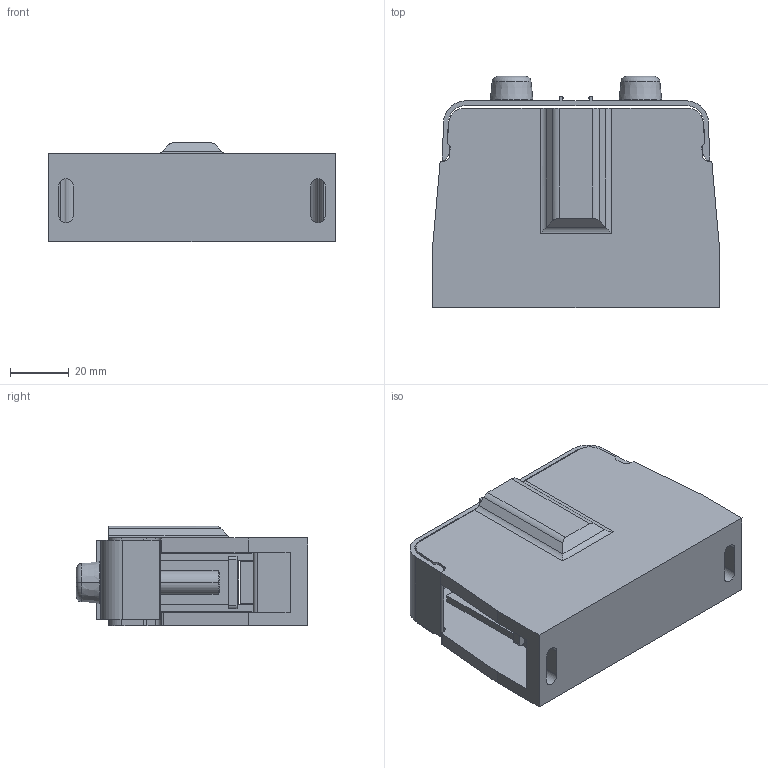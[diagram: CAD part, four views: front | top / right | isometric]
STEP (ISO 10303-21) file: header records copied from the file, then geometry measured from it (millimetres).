
FILE_DESCRIPTION((''),'2;1');
FILE_NAME('UJFX2-70_3P_ASM','2024-01-24T',('dell'),(''),'PRO/ENGINEER BY PARAMETRIC TECHNOLOGY CORPORATION, 2013230','PRO/ENGINEER BY PARAMETRIC TECHNOLOGY CORPORATION, 2013230','');
FILE_SCHEMA(('AUTOMOTIVE_DESIGN { 1 0 10303 214 1 1 1 1 }'));
Length unit declared in the file: millimetre
Products named in the file (1): UJFX2-70_3P_ASM
Bounding box: 98 x 79 x 34 mm (x, y, z)
Volume: 129488.6 mm3; surface area: 56972.7 mm2
Topology: 5 solids, 5 shells, 363 faces, 1054 edges, 699 vertices
Faces by surface type: plane 226, cylinder 105, torus 16, cone 16
Entity records: 12082 total; most frequent: CARTESIAN_POINT 2133, ORIENTED_EDGE 2108, DIRECTION 2055, EDGE_CURVE 1054, VECTOR 771, LINE 771, VERTEX_POINT 699, AXIS2_PLACEMENT_3D 642
